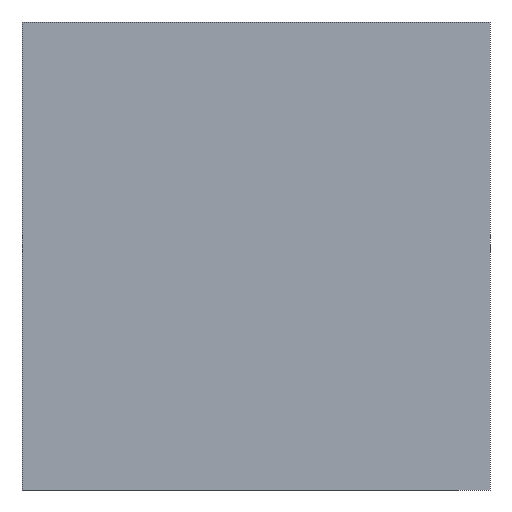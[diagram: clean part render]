
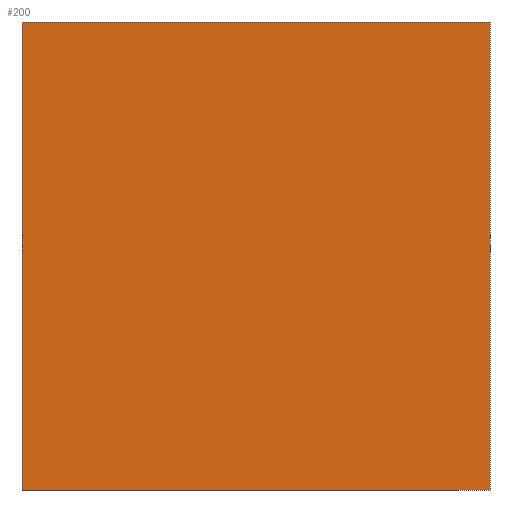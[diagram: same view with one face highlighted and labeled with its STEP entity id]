
A CAD part, front view. The second image highlights one B-rep face of the part: STEP entity #200.
In plain terms, the highlighted planar face has unit normal (0, -1, 0).
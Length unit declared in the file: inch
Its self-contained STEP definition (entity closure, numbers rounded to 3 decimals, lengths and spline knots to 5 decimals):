
#27=FACE_OUTER_BOUND('',#38,.T.);
#38=EDGE_LOOP('',(#178,#179,#180,#181));
#48=LINE('',#309,#71);
#54=LINE('',#320,#77);
#59=LINE('',#332,#82);
#63=LINE('',#338,#86);
#71=VECTOR('',#253,0.3937);
#77=VECTOR('',#263,0.3937);
#82=VECTOR('',#276,0.3937);
#86=VECTOR('',#282,0.3937);
#95=VERTEX_POINT('',#306);
#96=VERTEX_POINT('',#308);
#99=VERTEX_POINT('',#319);
#102=VERTEX_POINT('',#331);
#113=EDGE_CURVE('',#95,#96,#48,.T.);
#119=EDGE_CURVE('',#96,#99,#54,.T.);
#125=EDGE_CURVE('',#99,#102,#59,.T.);
#129=EDGE_CURVE('',#102,#95,#63,.T.);
#178=ORIENTED_EDGE('',*,*,#129,.F.);
#179=ORIENTED_EDGE('',*,*,#125,.F.);
#180=ORIENTED_EDGE('',*,*,#119,.F.);
#181=ORIENTED_EDGE('',*,*,#113,.F.);
#190=PLANE('',#235);
#200=ADVANCED_FACE('',(#27),#190,.F.);
#235=AXIS2_PLACEMENT_3D('',#340,#285,#286);
#253=DIRECTION('',(0.,0.,1.));
#263=DIRECTION('',(1.,0.,0.));
#276=DIRECTION('',(0.,0.,-1.));
#282=DIRECTION('',(-1.,0.,0.));
#285=DIRECTION('center_axis',(0.,1.,0.));
#286=DIRECTION('ref_axis',(0.,0.,1.));
#306=CARTESIAN_POINT('',(-1.5,0.,-1.5));
#308=CARTESIAN_POINT('',(-1.5,0.,1.5));
#309=CARTESIAN_POINT('',(-1.5,0.,-1.5));
#319=CARTESIAN_POINT('',(1.5,0.,1.5));
#320=CARTESIAN_POINT('',(-1.5,0.,1.5));
#331=CARTESIAN_POINT('',(1.5,0.,-1.5));
#332=CARTESIAN_POINT('',(1.5,0.,1.5));
#338=CARTESIAN_POINT('',(1.5,0.,-1.5));
#340=CARTESIAN_POINT('Origin',(0.,0.,0.));
